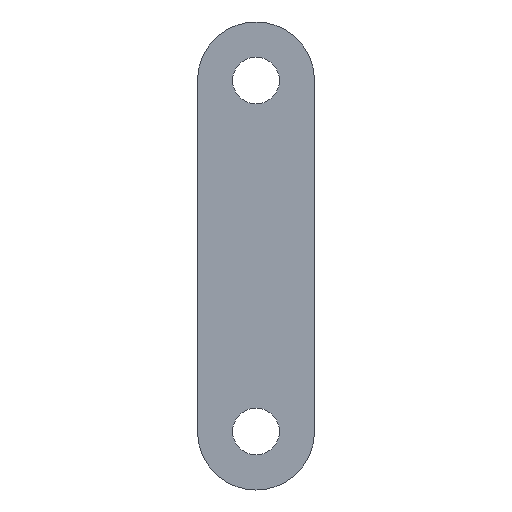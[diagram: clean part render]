
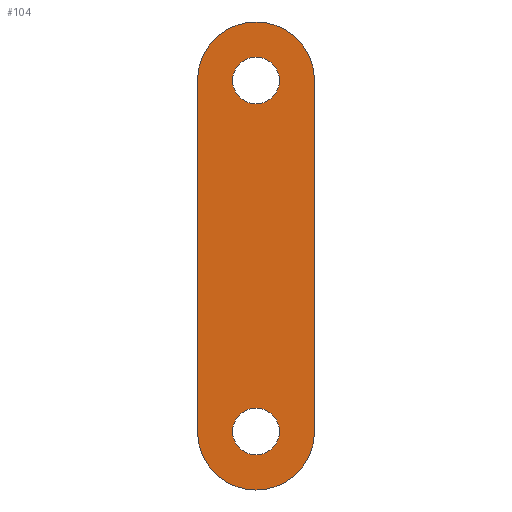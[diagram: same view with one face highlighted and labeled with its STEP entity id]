
A CAD part, front view. The second image highlights one B-rep face of the part: STEP entity #104.
In plain terms, the highlighted planar face has unit normal (0, -1, 0).
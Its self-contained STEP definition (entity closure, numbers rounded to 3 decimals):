
#21 = FACE_OUTER_BOUND ( 'NONE', #240, .T. ) ;
#25 = CARTESIAN_POINT ( 'NONE',  ( 0., 0., 10. ) ) ;
#29 = DIRECTION ( 'NONE',  ( 0., 1., 0. ) ) ;
#30 = DIRECTION ( 'NONE',  ( 0., 1., 0. ) ) ;
#33 = CIRCLE ( 'NONE', #272, 10. ) ;
#34 = EDGE_CURVE ( 'NONE', #310, #202, #241, .T. ) ;
#39 = CARTESIAN_POINT ( 'NONE',  ( 25., 0., 0. ) ) ;
#44 = CIRCLE ( 'NONE', #166, 10. ) ;
#51 = CARTESIAN_POINT ( 'NONE',  ( 0., 0., 140. ) ) ;
#52 = EDGE_CURVE ( 'NONE', #239, #119, #278, .T. ) ;
#55 = CIRCLE ( 'NONE', #317, 10. ) ;
#57 = DIRECTION ( 'NONE',  ( 0., 1., 0. ) ) ;
#58 = DIRECTION ( 'NONE',  ( 0., 1., 0. ) ) ;
#62 = CARTESIAN_POINT ( 'NONE',  ( -25., 0., 150. ) ) ;
#70 = EDGE_CURVE ( 'NONE', #303, #139, #378, .T. ) ;
#77 = VECTOR ( 'NONE', #153, 1000. ) ;
#78 = ORIENTED_EDGE ( 'NONE', *, *, #233, .F. ) ;
#81 = EDGE_CURVE ( 'NONE', #202, #310, #33, .T. ) ;
#84 = CARTESIAN_POINT ( 'NONE',  ( 0., 0., -10. ) ) ;
#85 = FACE_BOUND ( 'NONE', #338, .T. ) ;
#91 = CARTESIAN_POINT ( 'NONE',  ( 0., 0., 0. ) ) ;
#101 = CARTESIAN_POINT ( 'NONE',  ( 25., 0., 0. ) ) ;
#103 = VECTOR ( 'NONE', #305, 1000. ) ;
#104 = ADVANCED_FACE ( 'NONE', ( #21, #353, #85 ), #419, .F. ) ;
#119 = VERTEX_POINT ( 'NONE', #294 ) ;
#120 = DIRECTION ( 'NONE',  ( 0., 0., 1. ) ) ;
#122 = AXIS2_PLACEMENT_3D ( 'NONE', #91, #389, #252 ) ;
#128 = CARTESIAN_POINT ( 'NONE',  ( 0., 0., 0. ) ) ;
#139 = VERTEX_POINT ( 'NONE', #62 ) ;
#140 = AXIS2_PLACEMENT_3D ( 'NONE', #292, #58, #150 ) ;
#141 = ORIENTED_EDGE ( 'NONE', *, *, #70, .F. ) ;
#146 = AXIS2_PLACEMENT_3D ( 'NONE', #128, #30, #155 ) ;
#150 = DIRECTION ( 'NONE',  ( 0., 0., 1. ) ) ;
#153 = DIRECTION ( 'NONE',  ( 0., 0., 1. ) ) ;
#155 = DIRECTION ( 'NONE',  ( 0., 0., 1. ) ) ;
#166 = AXIS2_PLACEMENT_3D ( 'NONE', #415, #29, #120 ) ;
#181 = ORIENTED_EDGE ( 'NONE', *, *, #406, .F. ) ;
#182 = CARTESIAN_POINT ( 'NONE',  ( 25., 0., 150. ) ) ;
#190 = AXIS2_PLACEMENT_3D ( 'NONE', #291, #345, #421 ) ;
#193 = LINE ( 'NONE', #101, #103 ) ;
#202 = VERTEX_POINT ( 'NONE', #25 ) ;
#203 = CARTESIAN_POINT ( 'NONE',  ( 0., 0., 150. ) ) ;
#205 = VERTEX_POINT ( 'NONE', #51 ) ;
#214 = DIRECTION ( 'NONE',  ( 0., 0., 1. ) ) ;
#215 = DIRECTION ( 'NONE',  ( 0., 1., 0. ) ) ;
#219 = CARTESIAN_POINT ( 'NONE',  ( 0., 0., 0. ) ) ;
#233 = EDGE_CURVE ( 'NONE', #119, #303, #410, .T. ) ;
#239 = VERTEX_POINT ( 'NONE', #39 ) ;
#240 = EDGE_LOOP ( 'NONE', ( #347, #181, #374, #141, #78 ) ) ;
#241 = CIRCLE ( 'NONE', #420, 10. ) ;
#248 = EDGE_CURVE ( 'NONE', #367, #205, #55, .T. ) ;
#252 = DIRECTION ( 'NONE',  ( 0., 0., 1. ) ) ;
#254 = CIRCLE ( 'NONE', #190, 25. ) ;
#256 = CARTESIAN_POINT ( 'NONE',  ( 0., 0., 0. ) ) ;
#259 = DIRECTION ( 'NONE',  ( 0., 1., 0. ) ) ;
#270 = VERTEX_POINT ( 'NONE', #182 ) ;
#272 = AXIS2_PLACEMENT_3D ( 'NONE', #219, #215, #283 ) ;
#274 = ORIENTED_EDGE ( 'NONE', *, *, #34, .T. ) ;
#278 = CIRCLE ( 'NONE', #146, 25. ) ;
#283 = DIRECTION ( 'NONE',  ( 0., 0., 1. ) ) ;
#291 = CARTESIAN_POINT ( 'NONE',  ( 0., 0., 150. ) ) ;
#292 = CARTESIAN_POINT ( 'NONE',  ( 0., 0., 0. ) ) ;
#293 = CARTESIAN_POINT ( 'NONE',  ( -25., 0., 0. ) ) ;
#294 = CARTESIAN_POINT ( 'NONE',  ( 0., 0., -25. ) ) ;
#303 = VERTEX_POINT ( 'NONE', #293 ) ;
#305 = DIRECTION ( 'NONE',  ( 0., 0., -1. ) ) ;
#310 = VERTEX_POINT ( 'NONE', #84 ) ;
#314 = ORIENTED_EDGE ( 'NONE', *, *, #368, .T. ) ;
#317 = AXIS2_PLACEMENT_3D ( 'NONE', #203, #57, #214 ) ;
#338 = EDGE_LOOP ( 'NONE', ( #314, #344 ) ) ;
#339 = EDGE_LOOP ( 'NONE', ( #274, #407 ) ) ;
#344 = ORIENTED_EDGE ( 'NONE', *, *, #248, .T. ) ;
#345 = DIRECTION ( 'NONE',  ( 0., 1., 0. ) ) ;
#347 = ORIENTED_EDGE ( 'NONE', *, *, #52, .F. ) ;
#353 = FACE_BOUND ( 'NONE', #339, .T. ) ;
#354 = CARTESIAN_POINT ( 'NONE',  ( 0., 0., 160. ) ) ;
#359 = EDGE_CURVE ( 'NONE', #139, #270, #254, .T. ) ;
#367 = VERTEX_POINT ( 'NONE', #354 ) ;
#368 = EDGE_CURVE ( 'NONE', #205, #367, #44, .T. ) ;
#374 = ORIENTED_EDGE ( 'NONE', *, *, #359, .F. ) ;
#378 = LINE ( 'NONE', #387, #77 ) ;
#387 = CARTESIAN_POINT ( 'NONE',  ( -25., 0., 0. ) ) ;
#389 = DIRECTION ( 'NONE',  ( 0., 1., 0. ) ) ;
#406 = EDGE_CURVE ( 'NONE', #270, #239, #193, .T. ) ;
#407 = ORIENTED_EDGE ( 'NONE', *, *, #81, .T. ) ;
#410 = CIRCLE ( 'NONE', #140, 25. ) ;
#415 = CARTESIAN_POINT ( 'NONE',  ( 0., 0., 150. ) ) ;
#419 = PLANE ( 'NONE',  #122 ) ;
#420 = AXIS2_PLACEMENT_3D ( 'NONE', #256, #259, #422 ) ;
#421 = DIRECTION ( 'NONE',  ( 0., 0., 1. ) ) ;
#422 = DIRECTION ( 'NONE',  ( 0., 0., 1. ) ) ;
